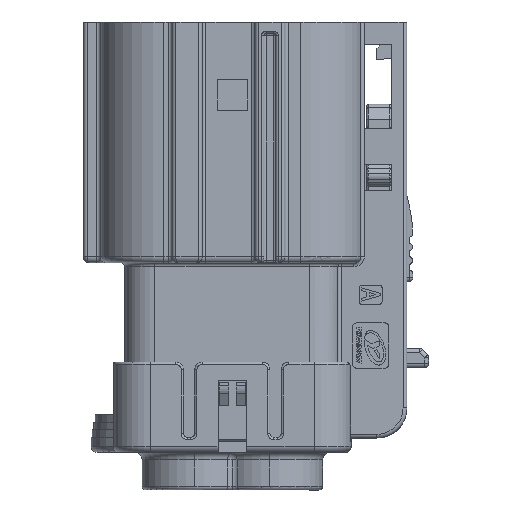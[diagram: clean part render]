
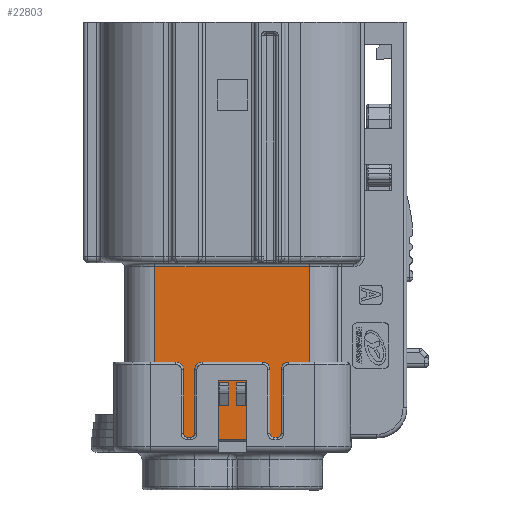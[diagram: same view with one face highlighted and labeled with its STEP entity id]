
A CAD part, front view. The second image highlights one B-rep face of the part: STEP entity #22803.
In plain terms, the highlighted planar face has unit normal (0, -1, 0).
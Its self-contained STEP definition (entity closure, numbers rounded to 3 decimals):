
#7137 = EDGE_LOOP ( 'NONE', ( #55817, #122613, #25764, #86105 ) ) ;
#8655 = EDGE_CURVE ( 'NONE', #41544, #96747, #21124, .T. ) ;
#9648 = CARTESIAN_POINT ( 'NONE',  ( 18.554, -16.649, 27.9 ) ) ;
#11553 = EDGE_CURVE ( 'NONE', #149082, #152401, #30059, .T. ) ;
#14867 = CARTESIAN_POINT ( 'NONE',  ( 8.754, -16.649, 35.8 ) ) ;
#15474 = EDGE_CURVE ( 'NONE', #159701, #96747, #33866, .T. ) ;
#17314 = VECTOR ( 'NONE', #86088, 1000. ) ;
#19297 = EDGE_CURVE ( 'NONE', #106957, #73508, #101836, .T. ) ;
#21124 = LINE ( 'NONE', #123384, #108602 ) ;
#21477 = EDGE_CURVE ( 'NONE', #159701, #35580, #66598, .T. ) ;
#21600 = CARTESIAN_POINT ( 'NONE',  ( -2.046, -16.649, 27.9 ) ) ;
#22803 = ADVANCED_FACE ( 'NONE', ( #78363, #128314, #116020 ), #103712, .F. ) ;
#23087 = EDGE_LOOP ( 'NONE', ( #24656, #141877, #89584, #37453 ) ) ;
#24656 = ORIENTED_EDGE ( 'NONE', *, *, #109511, .T. ) ;
#25019 = DIRECTION ( 'NONE',  ( 0., 0., 1. ) ) ;
#25764 = ORIENTED_EDGE ( 'NONE', *, *, #63919, .T. ) ;
#26222 = EDGE_CURVE ( 'NONE', #144004, #33995, #60913, .T. ) ;
#27054 = VECTOR ( 'NONE', #61670, 1000. ) ;
#27701 = CARTESIAN_POINT ( 'NONE',  ( 18.554, -16.649, 27.9 ) ) ;
#30059 = LINE ( 'NONE', #47049, #67823 ) ;
#33866 = LINE ( 'NONE', #21600, #27054 ) ;
#33995 = VERTEX_POINT ( 'NONE', #94657 ) ;
#35580 = VERTEX_POINT ( 'NONE', #134790 ) ;
#37453 = ORIENTED_EDGE ( 'NONE', *, *, #21477, .T. ) ;
#38885 = DIRECTION ( 'NONE',  ( -1., 0., 0. ) ) ;
#41544 = VERTEX_POINT ( 'NONE', #80143 ) ;
#43070 = CARTESIAN_POINT ( 'NONE',  ( 7.754, -16.649, 35.8 ) ) ;
#43699 = AXIS2_PLACEMENT_3D ( 'NONE', #9648, #131542, #105310 ) ;
#47049 = CARTESIAN_POINT ( 'NONE',  ( 10.004, -16.649, 35.8 ) ) ;
#48735 = CARTESIAN_POINT ( 'NONE',  ( 7.754, -16.649, 35.8 ) ) ;
#50259 = LINE ( 'NONE', #148361, #17314 ) ;
#55817 = ORIENTED_EDGE ( 'NONE', *, *, #150477, .F. ) ;
#56066 = DIRECTION ( 'NONE',  ( 1., 0., 0. ) ) ;
#59477 = CARTESIAN_POINT ( 'NONE',  ( 6.504, -16.649, 32.722 ) ) ;
#60775 = DIRECTION ( 'NONE',  ( 0., 0., 1. ) ) ;
#60913 = LINE ( 'NONE', #48735, #91766 ) ;
#61670 = DIRECTION ( 'NONE',  ( 0., 0., 1. ) ) ;
#62421 = CARTESIAN_POINT ( 'NONE',  ( 6.504, -16.649, 35.8 ) ) ;
#63919 = EDGE_CURVE ( 'NONE', #33995, #100014, #66601, .T. ) ;
#66598 = LINE ( 'NONE', #154226, #95705 ) ;
#66601 = LINE ( 'NONE', #152636, #117273 ) ;
#67341 = DIRECTION ( 'NONE',  ( -1., 0., 0. ) ) ;
#67823 = VECTOR ( 'NONE', #105256, 1000. ) ;
#69042 = CARTESIAN_POINT ( 'NONE',  ( -2.046, -16.649, 51.2 ) ) ;
#70206 = CARTESIAN_POINT ( 'NONE',  ( 10.004, -16.649, 35.8 ) ) ;
#70926 = VECTOR ( 'NONE', #149166, 1000. ) ;
#71666 = ORIENTED_EDGE ( 'NONE', *, *, #90136, .T. ) ;
#73508 = VERTEX_POINT ( 'NONE', #14867 ) ;
#75280 = VECTOR ( 'NONE', #25019, 1000. ) ;
#78363 = FACE_BOUND ( 'NONE', #7137, .T. ) ;
#80143 = CARTESIAN_POINT ( 'NONE',  ( 18.554, -16.649, 51.2 ) ) ;
#80976 = ORIENTED_EDGE ( 'NONE', *, *, #11553, .F. ) ;
#84853 = LINE ( 'NONE', #70206, #124051 ) ;
#86088 = DIRECTION ( 'NONE',  ( -1., 0., 0. ) ) ;
#86105 = ORIENTED_EDGE ( 'NONE', *, *, #147515, .T. ) ;
#86887 = LINE ( 'NONE', #62421, #70926 ) ;
#89584 = ORIENTED_EDGE ( 'NONE', *, *, #15474, .F. ) ;
#90136 = EDGE_CURVE ( 'NONE', #149082, #106957, #140270, .T. ) ;
#90245 = CARTESIAN_POINT ( 'NONE',  ( 10.004, -16.649, 32.722 ) ) ;
#91766 = VECTOR ( 'NONE', #98470, 1000. ) ;
#94657 = CARTESIAN_POINT ( 'NONE',  ( 7.754, -16.649, 32.722 ) ) ;
#95705 = VECTOR ( 'NONE', #56066, 1000. ) ;
#96747 = VERTEX_POINT ( 'NONE', #69042 ) ;
#97148 = DIRECTION ( 'NONE',  ( -1., 0., 0. ) ) ;
#98470 = DIRECTION ( 'NONE',  ( 0., 0., -1. ) ) ;
#100014 = VERTEX_POINT ( 'NONE', #59477 ) ;
#101836 = LINE ( 'NONE', #152657, #75280 ) ;
#102303 = VECTOR ( 'NONE', #67341, 1000. ) ;
#103712 = PLANE ( 'NONE',  #43699 ) ;
#105256 = DIRECTION ( 'NONE',  ( 0., 0., 1. ) ) ;
#105310 = DIRECTION ( 'NONE',  ( 0., 0., 1. ) ) ;
#106957 = VERTEX_POINT ( 'NONE', #160086 ) ;
#107774 = DIRECTION ( 'NONE',  ( -1., 0., 0. ) ) ;
#108602 = VECTOR ( 'NONE', #97148, 1000. ) ;
#109511 = EDGE_CURVE ( 'NONE', #35580, #41544, #147500, .T. ) ;
#116020 = FACE_BOUND ( 'NONE', #159391, .T. ) ;
#116894 = ORIENTED_EDGE ( 'NONE', *, *, #19297, .T. ) ;
#117273 = VECTOR ( 'NONE', #38885, 1000. ) ;
#122613 = ORIENTED_EDGE ( 'NONE', *, *, #26222, .T. ) ;
#123384 = CARTESIAN_POINT ( 'NONE',  ( 18.554, -16.649, 51.2 ) ) ;
#123888 = CARTESIAN_POINT ( 'NONE',  ( 6.504, -16.649, 35.8 ) ) ;
#124051 = VECTOR ( 'NONE', #107774, 1000. ) ;
#125499 = VERTEX_POINT ( 'NONE', #123888 ) ;
#127588 = ORIENTED_EDGE ( 'NONE', *, *, #143683, .F. ) ;
#128314 = FACE_OUTER_BOUND ( 'NONE', #23087, .T. ) ;
#131542 = DIRECTION ( 'NONE',  ( 0., 1., 0. ) ) ;
#134790 = CARTESIAN_POINT ( 'NONE',  ( 18.554, -16.649, 28.2 ) ) ;
#140270 = LINE ( 'NONE', #90245, #102303 ) ;
#141670 = CARTESIAN_POINT ( 'NONE',  ( 10.004, -16.649, 35.8 ) ) ;
#141877 = ORIENTED_EDGE ( 'NONE', *, *, #8655, .T. ) ;
#143264 = VECTOR ( 'NONE', #60775, 1000. ) ;
#143683 = EDGE_CURVE ( 'NONE', #152401, #73508, #84853, .T. ) ;
#144004 = VERTEX_POINT ( 'NONE', #43070 ) ;
#145509 = CARTESIAN_POINT ( 'NONE',  ( 10.004, -16.649, 32.722 ) ) ;
#147500 = LINE ( 'NONE', #27701, #143264 ) ;
#147515 = EDGE_CURVE ( 'NONE', #100014, #125499, #86887, .T. ) ;
#148361 = CARTESIAN_POINT ( 'NONE',  ( 10.004, -16.649, 35.8 ) ) ;
#149082 = VERTEX_POINT ( 'NONE', #145509 ) ;
#149166 = DIRECTION ( 'NONE',  ( 0., 0., 1. ) ) ;
#150477 = EDGE_CURVE ( 'NONE', #144004, #125499, #50259, .T. ) ;
#152401 = VERTEX_POINT ( 'NONE', #141670 ) ;
#152636 = CARTESIAN_POINT ( 'NONE',  ( 10.004, -16.649, 32.722 ) ) ;
#152657 = CARTESIAN_POINT ( 'NONE',  ( 8.754, -16.649, 35.8 ) ) ;
#154226 = CARTESIAN_POINT ( 'NONE',  ( 18.554, -16.649, 28.2 ) ) ;
#155296 = CARTESIAN_POINT ( 'NONE',  ( -2.046, -16.649, 28.2 ) ) ;
#159391 = EDGE_LOOP ( 'NONE', ( #80976, #71666, #116894, #127588 ) ) ;
#159701 = VERTEX_POINT ( 'NONE', #155296 ) ;
#160086 = CARTESIAN_POINT ( 'NONE',  ( 8.754, -16.649, 32.722 ) ) ;
